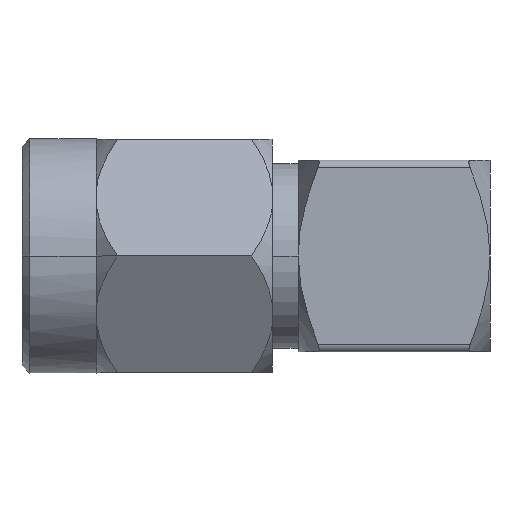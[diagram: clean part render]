
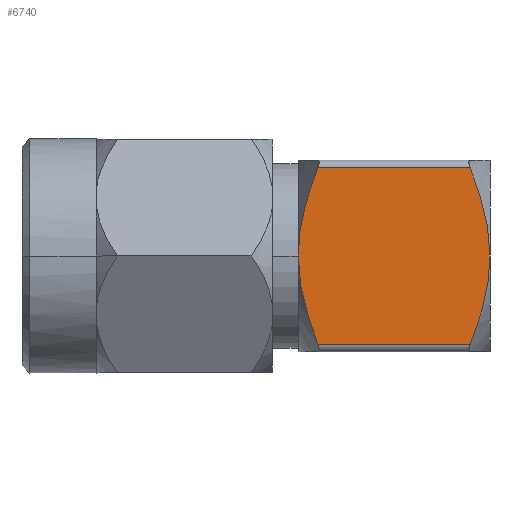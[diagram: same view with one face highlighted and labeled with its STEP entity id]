
A CAD part, left-side view. The second image highlights one B-rep face of the part: STEP entity #6740.
In plain terms, the highlighted planar face has unit normal (-1, 0, 0).
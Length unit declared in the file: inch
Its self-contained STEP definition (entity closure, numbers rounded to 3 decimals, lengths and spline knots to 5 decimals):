
#42 = CARTESIAN_POINT ( 'NONE',  ( -0.125, -0.36282, 0.03933 ) ) ;
#65 = CARTESIAN_POINT ( 'NONE',  ( -0.125, -0.5841, 0.115 ) ) ;
#464 = CARTESIAN_POINT ( 'NONE',  ( -0.125, -0.61, 0. ) ) ;
#482 = DIRECTION ( 'NONE',  ( 0., -1., 0. ) ) ;
#525 = CARTESIAN_POINT ( 'NONE',  ( -0.125, -0.3859, 0.115 ) ) ;
#582 = CARTESIAN_POINT ( 'NONE',  ( -0.125, -0.3607, -0.01986 ) ) ;
#615 = VERTEX_POINT ( 'NONE', #4836 ) ;
#810 = CARTESIAN_POINT ( 'NONE',  ( -0.125, -0.59132, 0.09655 ) ) ;
#887 = ORIENTED_EDGE ( 'NONE', *, *, #1984, .T. ) ;
#962 = ORIENTED_EDGE ( 'NONE', *, *, #4213, .T. ) ;
#1361 = CARTESIAN_POINT ( 'NONE',  ( -0.125, -0.60479, -0.0491 ) ) ;
#1388 = DIRECTION ( 'NONE',  ( 0., 1., 0. ) ) ;
#1405 = CARTESIAN_POINT ( 'NONE',  ( -0.125, -0.61, 0. ) ) ;
#1812 = CARTESIAN_POINT ( 'NONE',  ( -0.125, -0.3859, -0.115 ) ) ;
#1862 = CARTESIAN_POINT ( 'NONE',  ( -0.125, -0.00645, -0.115 ) ) ;
#1958 = CARTESIAN_POINT ( 'NONE',  ( -0.125, -0.36, 0. ) ) ;
#1974 = CARTESIAN_POINT ( 'NONE',  ( -0.125, -0.5841, -0.115 ) ) ;
#1982 = LINE ( 'NONE', #4168, #5589 ) ;
#1984 = EDGE_CURVE ( 'NONE', #4922, #6363, #5524, .T. ) ;
#2280 = B_SPLINE_CURVE_WITH_KNOTS ( 'NONE', 3,
 ( #2346, #3424, #582, #5152, #2317, #6978, #6379, #1812 ),
 .UNSPECIFIED., .F., .F.,
 ( 4, 2, 2, 4 ),
 ( 0.01153, 0.01227, 0.01302, 0.01451 ),
 .UNSPECIFIED. ) ;
#2317 = CARTESIAN_POINT ( 'NONE',  ( -0.125, -0.36521, -0.0491 ) ) ;
#2346 = CARTESIAN_POINT ( 'NONE',  ( -0.125, -0.36, 0. ) ) ;
#2722 = VECTOR ( 'NONE', #6981, 39.37008 ) ;
#2903 = CARTESIAN_POINT ( 'NONE',  ( -0.125, -0.3859, -0.115 ) ) ;
#3046 = ORIENTED_EDGE ( 'NONE', *, *, #3078, .T. ) ;
#3078 = EDGE_CURVE ( 'NONE', #6363, #5620, #1982, .T. ) ;
#3375 = CARTESIAN_POINT ( 'NONE',  ( -0.125, -0.37868, 0.09655 ) ) ;
#3394 = DIRECTION ( 'NONE',  ( -1., 0., 0. ) ) ;
#3424 = CARTESIAN_POINT ( 'NONE',  ( -0.125, -0.36, -0.00986 ) ) ;
#3647 = CARTESIAN_POINT ( 'NONE',  ( -0.125, -0.6093, -0.01986 ) ) ;
#3690 = B_SPLINE_CURVE_WITH_KNOTS ( 'NONE', 3,
 ( #1974, #5984, #5371, #1361, #5955, #3647, #7157, #1405 ),
 .UNSPECIFIED., .F., .F.,
 ( 4, 2, 2, 4 ),
 ( 0.00379, 0.0053, 0.00605, 0.0068 ),
 .UNSPECIFIED. ) ;
#4168 = CARTESIAN_POINT ( 'NONE',  ( -0.125, -0.00645, 0.115 ) ) ;
#4213 = EDGE_CURVE ( 'NONE', #4371, #615, #4440, .T. ) ;
#4351 = EDGE_CURVE ( 'NONE', #7155, #4371, #2280, .T. ) ;
#4371 = VERTEX_POINT ( 'NONE', #2903 ) ;
#4440 = LINE ( 'NONE', #1862, #2722 ) ;
#4513 = PLANE ( 'NONE',  #6963 ) ;
#4836 = CARTESIAN_POINT ( 'NONE',  ( -0.125, -0.5841, -0.115 ) ) ;
#4922 = VERTEX_POINT ( 'NONE', #464 ) ;
#4929 = CARTESIAN_POINT ( 'NONE',  ( -0.125, -0.5841, 0.115 ) ) ;
#4970 = EDGE_LOOP ( 'NONE', ( #5564, #962, #6198, #887, #3046, #5468 ) ) ;
#5122 = EDGE_CURVE ( 'NONE', #5620, #7155, #7037, .T. ) ;
#5131 = CARTESIAN_POINT ( 'NONE',  ( -0.125, -0.36, 0. ) ) ;
#5152 = CARTESIAN_POINT ( 'NONE',  ( -0.125, -0.36331, -0.03944 ) ) ;
#5176 = CARTESIAN_POINT ( 'NONE',  ( -0.125, -0.3859, 0.115 ) ) ;
#5371 = CARTESIAN_POINT ( 'NONE',  ( -0.125, -0.59776, -0.07778 ) ) ;
#5401 = EDGE_CURVE ( 'NONE', #615, #4922, #3690, .T. ) ;
#5468 = ORIENTED_EDGE ( 'NONE', *, *, #5122, .T. ) ;
#5524 = B_SPLINE_CURVE_WITH_KNOTS ( 'NONE', 3,
 ( #6012, #7215, #6563, #6642, #810, #4929 ),
 .UNSPECIFIED., .F., .F.,
 ( 4, 2, 4 ),
 ( 0.0068, 0.00832, 0.00983 ),
 .UNSPECIFIED. ) ;
#5564 = ORIENTED_EDGE ( 'NONE', *, *, #4351, .T. ) ;
#5589 = VECTOR ( 'NONE', #1388, 39.37008 ) ;
#5620 = VERTEX_POINT ( 'NONE', #525 ) ;
#5623 = CARTESIAN_POINT ( 'NONE',  ( -0.125, -0.00645, -0.125 ) ) ;
#5955 = CARTESIAN_POINT ( 'NONE',  ( -0.125, -0.60669, -0.03944 ) ) ;
#5984 = CARTESIAN_POINT ( 'NONE',  ( -0.125, -0.5913, -0.09658 ) ) ;
#6012 = CARTESIAN_POINT ( 'NONE',  ( -0.125, -0.61, 0. ) ) ;
#6198 = ORIENTED_EDGE ( 'NONE', *, *, #5401, .T. ) ;
#6363 = VERTEX_POINT ( 'NONE', #65 ) ;
#6379 = CARTESIAN_POINT ( 'NONE',  ( -0.125, -0.3787, -0.09658 ) ) ;
#6563 = CARTESIAN_POINT ( 'NONE',  ( -0.125, -0.60718, 0.03933 ) ) ;
#6642 = CARTESIAN_POINT ( 'NONE',  ( -0.125, -0.59781, 0.07761 ) ) ;
#6740 = ADVANCED_FACE ( 'NONE', ( #7239 ), #4513, .T. ) ;
#6895 = CARTESIAN_POINT ( 'NONE',  ( -0.125, -0.37219, 0.07761 ) ) ;
#6963 = AXIS2_PLACEMENT_3D ( 'NONE', #5623, #3394, #482 ) ;
#6978 = CARTESIAN_POINT ( 'NONE',  ( -0.125, -0.37224, -0.07778 ) ) ;
#6981 = DIRECTION ( 'NONE',  ( 0., -1., 0. ) ) ;
#7037 = B_SPLINE_CURVE_WITH_KNOTS ( 'NONE', 3,
 ( #5176, #3375, #6895, #42, #7437, #5131 ),
 .UNSPECIFIED., .F., .F.,
 ( 4, 2, 4 ),
 ( 0.00852, 0.01003, 0.01153 ),
 .UNSPECIFIED. ) ;
#7155 = VERTEX_POINT ( 'NONE', #1958 ) ;
#7157 = CARTESIAN_POINT ( 'NONE',  ( -0.125, -0.61, -0.00986 ) ) ;
#7215 = CARTESIAN_POINT ( 'NONE',  ( -0.125, -0.61, 0.01989 ) ) ;
#7239 = FACE_OUTER_BOUND ( 'NONE', #4970, .T. ) ;
#7437 = CARTESIAN_POINT ( 'NONE',  ( -0.125, -0.36, 0.01989 ) ) ;
